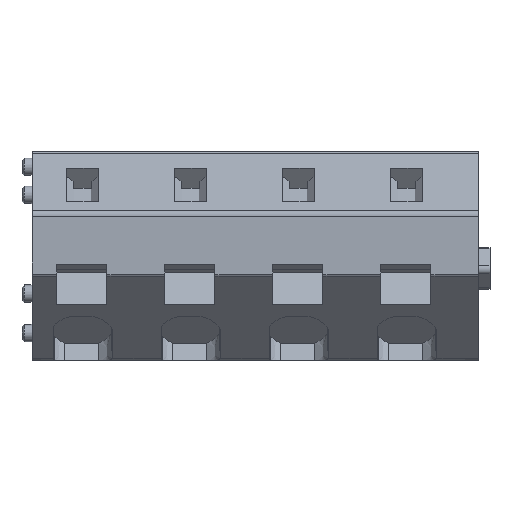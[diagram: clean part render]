
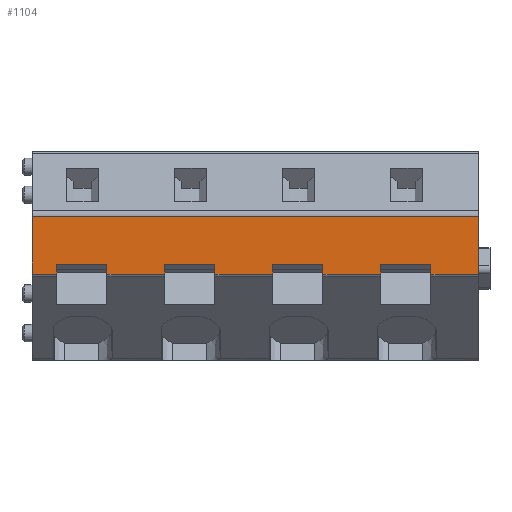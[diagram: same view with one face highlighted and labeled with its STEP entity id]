
A CAD part, top view. The second image highlights one B-rep face of the part: STEP entity #1104.
In plain terms, the highlighted planar face has unit normal (0, 0, 1).
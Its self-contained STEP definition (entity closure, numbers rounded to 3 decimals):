
#985=AXIS2_PLACEMENT_3D('Plane Axis2P3D',#982,#983,#984) ;
#791=CARTESIAN_POINT('Vertex',(31.7,5.981,16.478)) ;
#794=CARTESIAN_POINT('Line Origine',(3.75,5.981,16.478)) ;
#798=CARTESIAN_POINT('Vertex',(28.4,5.981,16.478)) ;
#821=CARTESIAN_POINT('Line Origine',(3.75,5.981,16.478)) ;
#825=CARTESIAN_POINT('Vertex',(20.9,5.981,16.478)) ;
#827=CARTESIAN_POINT('Vertex',(24.9,5.981,16.478)) ;
#869=CARTESIAN_POINT('Vertex',(17.4,5.981,16.478)) ;
#872=CARTESIAN_POINT('Line Origine',(3.75,5.981,16.478)) ;
#876=CARTESIAN_POINT('Vertex',(13.4,5.981,16.478)) ;
#911=CARTESIAN_POINT('Vertex',(9.9,5.981,16.478)) ;
#914=CARTESIAN_POINT('Line Origine',(3.75,5.981,16.478)) ;
#918=CARTESIAN_POINT('Vertex',(5.9,5.981,16.478)) ;
#953=CARTESIAN_POINT('Vertex',(2.4,5.981,16.478)) ;
#956=CARTESIAN_POINT('Line Origine',(3.75,5.981,16.478)) ;
#960=CARTESIAN_POINT('Vertex',(0.7,5.981,16.478)) ;
#982=CARTESIAN_POINT('Axis2P3D Location',(0.,9.977,16.478)) ;
#987=CARTESIAN_POINT('Line Origine',(9.9,6.311,16.478)) ;
#991=CARTESIAN_POINT('Vertex',(9.9,6.642,16.478)) ;
#994=CARTESIAN_POINT('Line Origine',(11.65,6.642,16.478)) ;
#998=CARTESIAN_POINT('Vertex',(13.4,6.642,16.478)) ;
#1001=CARTESIAN_POINT('Line Origine',(13.4,6.311,16.478)) ;
#1006=CARTESIAN_POINT('Line Origine',(17.4,6.311,16.478)) ;
#1010=CARTESIAN_POINT('Vertex',(17.4,6.642,16.478)) ;
#1013=CARTESIAN_POINT('Line Origine',(19.15,6.642,16.478)) ;
#1017=CARTESIAN_POINT('Vertex',(20.9,6.642,16.478)) ;
#1020=CARTESIAN_POINT('Line Origine',(20.9,6.311,16.478)) ;
#1025=CARTESIAN_POINT('Line Origine',(24.9,6.311,16.478)) ;
#1029=CARTESIAN_POINT('Vertex',(24.9,6.642,16.478)) ;
#1032=CARTESIAN_POINT('Line Origine',(26.65,6.642,16.478)) ;
#1036=CARTESIAN_POINT('Vertex',(28.4,6.642,16.478)) ;
#1039=CARTESIAN_POINT('Line Origine',(28.4,6.311,16.478)) ;
#1044=CARTESIAN_POINT('Line Origine',(31.7,7.979,16.478)) ;
#1048=CARTESIAN_POINT('Vertex',(31.7,9.977,16.478)) ;
#1051=CARTESIAN_POINT('Line Origine',(16.2,9.977,16.478)) ;
#1055=CARTESIAN_POINT('Vertex',(0.7,9.977,16.478)) ;
#1058=CARTESIAN_POINT('Line Origine',(0.7,7.979,16.478)) ;
#1063=CARTESIAN_POINT('Line Origine',(2.4,6.311,16.478)) ;
#1067=CARTESIAN_POINT('Vertex',(2.4,6.642,16.478)) ;
#1070=CARTESIAN_POINT('Line Origine',(4.15,6.642,16.478)) ;
#1074=CARTESIAN_POINT('Vertex',(5.9,6.642,16.478)) ;
#1077=CARTESIAN_POINT('Line Origine',(5.9,6.311,16.478)) ;
#795=DIRECTION('Vector Direction',(-1.,0.,0.)) ;
#822=DIRECTION('Vector Direction',(-1.,0.,0.)) ;
#873=DIRECTION('Vector Direction',(-1.,0.,0.)) ;
#915=DIRECTION('Vector Direction',(-1.,0.,0.)) ;
#957=DIRECTION('Vector Direction',(-1.,0.,0.)) ;
#983=DIRECTION('Axis2P3D Direction',(-0.,0.,1.)) ;
#984=DIRECTION('Axis2P3D XDirection',(0.,-1.,0.)) ;
#988=DIRECTION('Vector Direction',(0.,-1.,0.)) ;
#995=DIRECTION('Vector Direction',(-1.,0.,0.)) ;
#1002=DIRECTION('Vector Direction',(0.,-1.,0.)) ;
#1007=DIRECTION('Vector Direction',(0.,-1.,0.)) ;
#1014=DIRECTION('Vector Direction',(-1.,0.,0.)) ;
#1021=DIRECTION('Vector Direction',(0.,-1.,0.)) ;
#1026=DIRECTION('Vector Direction',(0.,-1.,0.)) ;
#1033=DIRECTION('Vector Direction',(-1.,0.,0.)) ;
#1040=DIRECTION('Vector Direction',(0.,-1.,0.)) ;
#1045=DIRECTION('Vector Direction',(0.,-1.,0.)) ;
#1052=DIRECTION('Vector Direction',(1.,0.,0.)) ;
#1059=DIRECTION('Vector Direction',(0.,-1.,0.)) ;
#1064=DIRECTION('Vector Direction',(0.,-1.,0.)) ;
#1071=DIRECTION('Vector Direction',(-1.,0.,0.)) ;
#1078=DIRECTION('Vector Direction',(0.,-1.,0.)) ;
#796=VECTOR('Line Direction',#795,1.) ;
#823=VECTOR('Line Direction',#822,1.) ;
#874=VECTOR('Line Direction',#873,1.) ;
#916=VECTOR('Line Direction',#915,1.) ;
#958=VECTOR('Line Direction',#957,1.) ;
#989=VECTOR('Line Direction',#988,1.) ;
#996=VECTOR('Line Direction',#995,1.) ;
#1003=VECTOR('Line Direction',#1002,1.) ;
#1008=VECTOR('Line Direction',#1007,1.) ;
#1015=VECTOR('Line Direction',#1014,1.) ;
#1022=VECTOR('Line Direction',#1021,1.) ;
#1027=VECTOR('Line Direction',#1026,1.) ;
#1034=VECTOR('Line Direction',#1033,1.) ;
#1041=VECTOR('Line Direction',#1040,1.) ;
#1046=VECTOR('Line Direction',#1045,1.) ;
#1053=VECTOR('Line Direction',#1052,1.) ;
#1060=VECTOR('Line Direction',#1059,1.) ;
#1065=VECTOR('Line Direction',#1064,1.) ;
#1072=VECTOR('Line Direction',#1071,1.) ;
#1079=VECTOR('Line Direction',#1078,1.) ;
#1083=ORIENTED_EDGE('',*,*,#920,.T.) ;
#1084=ORIENTED_EDGE('',*,*,#993,.F.) ;
#1085=ORIENTED_EDGE('',*,*,#1000,.F.) ;
#1086=ORIENTED_EDGE('',*,*,#1005,.T.) ;
#1087=ORIENTED_EDGE('',*,*,#878,.T.) ;
#1088=ORIENTED_EDGE('',*,*,#1012,.F.) ;
#1089=ORIENTED_EDGE('',*,*,#1019,.F.) ;
#1090=ORIENTED_EDGE('',*,*,#1024,.T.) ;
#1091=ORIENTED_EDGE('',*,*,#829,.T.) ;
#1092=ORIENTED_EDGE('',*,*,#1031,.F.) ;
#1093=ORIENTED_EDGE('',*,*,#1038,.F.) ;
#1094=ORIENTED_EDGE('',*,*,#1043,.T.) ;
#1095=ORIENTED_EDGE('',*,*,#800,.T.) ;
#1096=ORIENTED_EDGE('',*,*,#1050,.F.) ;
#1097=ORIENTED_EDGE('',*,*,#1057,.F.) ;
#1098=ORIENTED_EDGE('',*,*,#1062,.F.) ;
#1099=ORIENTED_EDGE('',*,*,#962,.T.) ;
#1100=ORIENTED_EDGE('',*,*,#1069,.F.) ;
#1101=ORIENTED_EDGE('',*,*,#1076,.F.) ;
#1102=ORIENTED_EDGE('',*,*,#1081,.T.) ;
#1104=ADVANCED_FACE('HOUSING',(#1103),#986,.T.) ;
#800=EDGE_CURVE('',#799,#792,#797,.F.) ;
#829=EDGE_CURVE('',#826,#828,#824,.F.) ;
#878=EDGE_CURVE('',#877,#870,#875,.F.) ;
#920=EDGE_CURVE('',#919,#912,#917,.F.) ;
#962=EDGE_CURVE('',#961,#954,#959,.F.) ;
#993=EDGE_CURVE('',#992,#912,#990,.T.) ;
#1000=EDGE_CURVE('',#999,#992,#997,.T.) ;
#1005=EDGE_CURVE('',#999,#877,#1004,.T.) ;
#1012=EDGE_CURVE('',#1011,#870,#1009,.T.) ;
#1019=EDGE_CURVE('',#1018,#1011,#1016,.T.) ;
#1024=EDGE_CURVE('',#1018,#826,#1023,.T.) ;
#1031=EDGE_CURVE('',#1030,#828,#1028,.T.) ;
#1038=EDGE_CURVE('',#1037,#1030,#1035,.T.) ;
#1043=EDGE_CURVE('',#1037,#799,#1042,.T.) ;
#1050=EDGE_CURVE('',#1049,#792,#1047,.T.) ;
#1057=EDGE_CURVE('',#1056,#1049,#1054,.T.) ;
#1062=EDGE_CURVE('',#961,#1056,#1061,.F.) ;
#1069=EDGE_CURVE('',#1068,#954,#1066,.T.) ;
#1076=EDGE_CURVE('',#1075,#1068,#1073,.T.) ;
#1081=EDGE_CURVE('',#1075,#919,#1080,.T.) ;
#1082=EDGE_LOOP('',(#1083,#1084,#1085,#1086,#1087,#1088,#1089,#1090,#1091,#1092,#1093,#1094,#1095,#1096,#1097,#1098,#1099,#1100,#1101,#1102)) ;
#1103=FACE_OUTER_BOUND('',#1082,.T.) ;
#797=LINE('Line',#794,#796) ;
#824=LINE('Line',#821,#823) ;
#875=LINE('Line',#872,#874) ;
#917=LINE('Line',#914,#916) ;
#959=LINE('Line',#956,#958) ;
#990=LINE('Line',#987,#989) ;
#997=LINE('Line',#994,#996) ;
#1004=LINE('Line',#1001,#1003) ;
#1009=LINE('Line',#1006,#1008) ;
#1016=LINE('Line',#1013,#1015) ;
#1023=LINE('Line',#1020,#1022) ;
#1028=LINE('Line',#1025,#1027) ;
#1035=LINE('Line',#1032,#1034) ;
#1042=LINE('Line',#1039,#1041) ;
#1047=LINE('Line',#1044,#1046) ;
#1054=LINE('Line',#1051,#1053) ;
#1061=LINE('Line',#1058,#1060) ;
#1066=LINE('Line',#1063,#1065) ;
#1073=LINE('Line',#1070,#1072) ;
#1080=LINE('Line',#1077,#1079) ;
#986=PLANE('',#985) ;
#792=VERTEX_POINT('',#791) ;
#799=VERTEX_POINT('',#798) ;
#826=VERTEX_POINT('',#825) ;
#828=VERTEX_POINT('',#827) ;
#870=VERTEX_POINT('',#869) ;
#877=VERTEX_POINT('',#876) ;
#912=VERTEX_POINT('',#911) ;
#919=VERTEX_POINT('',#918) ;
#954=VERTEX_POINT('',#953) ;
#961=VERTEX_POINT('',#960) ;
#992=VERTEX_POINT('',#991) ;
#999=VERTEX_POINT('',#998) ;
#1011=VERTEX_POINT('',#1010) ;
#1018=VERTEX_POINT('',#1017) ;
#1030=VERTEX_POINT('',#1029) ;
#1037=VERTEX_POINT('',#1036) ;
#1049=VERTEX_POINT('',#1048) ;
#1056=VERTEX_POINT('',#1055) ;
#1068=VERTEX_POINT('',#1067) ;
#1075=VERTEX_POINT('',#1074) ;
